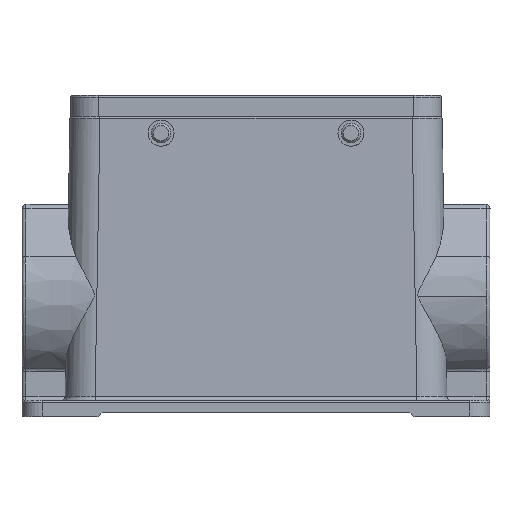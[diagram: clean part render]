
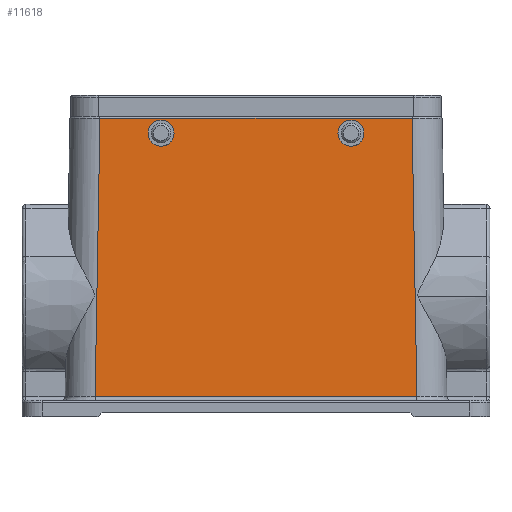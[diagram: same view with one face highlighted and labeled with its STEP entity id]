
A CAD part, top view. The second image highlights one B-rep face of the part: STEP entity #11618.
In plain terms, the highlighted planar face has unit normal (0, 0.018, 1).
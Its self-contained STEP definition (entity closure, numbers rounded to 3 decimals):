
#1250 = EDGE_LOOP ( 'NONE', ( #7818, #7821, #7822, #7820 ) ) ;
#1289 = VERTEX_POINT ( 'NONE', #5955 ) ;
#1291 = VERTEX_POINT ( 'NONE', #5957 ) ;
#1292 = VERTEX_POINT ( 'NONE', #5958 ) ;
#1345 = VERTEX_POINT ( 'NONE', #6005 ) ;
#1422 = VERTEX_POINT ( 'NONE', #6069 ) ;
#2631 = VECTOR ( 'NONE', #10229, 1000. ) ;
#2632 = VECTOR ( 'NONE', #10232, 1000. ) ;
#2635 = VECTOR ( 'NONE', #10245, 1000. ) ;
#2637 = VECTOR ( 'NONE', #4930, 1000. ) ;
#3228 = PLANE ( 'NONE',  #10831 ) ;
#3229 = CARTESIAN_POINT ( 'NONE',  ( -49.298, 51., 21.5 ) ) ;
#3230 = DIRECTION ( 'NONE',  ( 0., 0.017, 1. ) ) ;
#3231 = DIRECTION ( 'NONE',  ( 0., -1., 0.017 ) ) ;
#3246 = CARTESIAN_POINT ( 'NONE',  ( -20.5, 46.8, 21.573 ) ) ;
#3250 = CARTESIAN_POINT ( 'NONE',  ( 20.5, 46.8, 21.573 ) ) ;
#3253 = CARTESIAN_POINT ( 'NONE',  ( 27., 46.8, 21.573 ) ) ;
#4925 = CARTESIAN_POINT ( 'NONE',  ( 27., 53.3, 21.46 ) ) ;
#4926 = CARTESIAN_POINT ( 'NONE',  ( 27., 46.8, 21.573 ) ) ;
#4928 = LINE ( 'NONE', #4929, #2637 ) ;
#4929 = CARTESIAN_POINT ( 'NONE',  ( 40.223, -19.017, 22.722 ) ) ;
#4930 = DIRECTION ( 'NONE',  ( -0.017, 1., -0.017 ) ) ;
#5955 = CARTESIAN_POINT ( 'NONE',  ( 40.223, -19.017, 22.722 ) ) ;
#5957 = CARTESIAN_POINT ( 'NONE',  ( -40.223, -19.017, 22.722 ) ) ;
#5958 = CARTESIAN_POINT ( 'NONE',  ( -39.01, 50.509, 21.509 ) ) ;
#6005 = CARTESIAN_POINT ( 'NONE',  ( -27., 46.8, 21.573 ) ) ;
#6069 = CARTESIAN_POINT ( 'NONE',  ( 39.01, 50.509, 21.509 ) ) ;
#6215 = CARTESIAN_POINT ( 'NONE',  ( -20.5, 46.8, 21.573 ) ) ;
#6216 = CARTESIAN_POINT ( 'NONE',  ( -20.5, 40.3, 21.687 ) ) ;
#6217 = CARTESIAN_POINT ( 'NONE',  ( -27., 40.3, 21.687 ) ) ;
#6218 = CARTESIAN_POINT ( 'NONE',  ( -27., 46.8, 21.573 ) ) ;
#6222 = CARTESIAN_POINT ( 'NONE',  ( 27., 46.8, 21.573 ) ) ;
#6223 = CARTESIAN_POINT ( 'NONE',  ( 27., 40.3, 21.687 ) ) ;
#6224 = CARTESIAN_POINT ( 'NONE',  ( 20.5, 40.3, 21.687 ) ) ;
#6225 = CARTESIAN_POINT ( 'NONE',  ( 20.5, 46.8, 21.573 ) ) ;
#6226 = CARTESIAN_POINT ( 'NONE',  ( -27., 46.8, 21.573 ) ) ;
#6227 = CARTESIAN_POINT ( 'NONE',  ( -27., 53.3, 21.46 ) ) ;
#6228 = CARTESIAN_POINT ( 'NONE',  ( -20.5, 53.3, 21.46 ) ) ;
#6229 = CARTESIAN_POINT ( 'NONE',  ( -20.5, 46.8, 21.573 ) ) ;
#7815 = ORIENTED_EDGE ( 'NONE', *, *, #11466, .T. ) ;
#7818 = ORIENTED_EDGE ( 'NONE', *, *, #11398, .T. ) ;
#7819 = ORIENTED_EDGE ( 'NONE', *, *, #11397, .T. ) ;
#7820 = ORIENTED_EDGE ( 'NONE', *, *, #11390, .T. ) ;
#7821 = ORIENTED_EDGE ( 'NONE', *, *, #11395, .T. ) ;
#7822 = ORIENTED_EDGE ( 'NONE', *, *, #11391, .T. ) ;
#7884 = ORIENTED_EDGE ( 'NONE', *, *, #11467, .T. ) ;
#9669 = ORIENTED_EDGE ( 'NONE', *, *, #11464, .T. ) ;
#10227 = LINE ( 'NONE', #10228, #2631 ) ;
#10228 = CARTESIAN_POINT ( 'NONE',  ( -49.298, -19.017, 22.722 ) ) ;
#10229 = DIRECTION ( 'NONE',  ( 1., 0., 0. ) ) ;
#10230 = LINE ( 'NONE', #10231, #2632 ) ;
#10231 = CARTESIAN_POINT ( 'NONE',  ( -39.01, 50.509, 21.509 ) ) ;
#10232 = DIRECTION ( 'NONE',  ( -0.017, -1., 0.017 ) ) ;
#10243 = LINE ( 'NONE', #10244, #2635 ) ;
#10244 = CARTESIAN_POINT ( 'NONE',  ( -49.298, 50.509, 21.509 ) ) ;
#10245 = DIRECTION ( 'NONE',  ( -1., 0., 0. ) ) ;
#10255 = CARTESIAN_POINT ( 'NONE',  ( 20.5, 46.8, 21.573 ) ) ;
#10256 = CARTESIAN_POINT ( 'NONE',  ( 20.5, 53.3, 21.46 ) ) ;
#10262 = EDGE_LOOP ( 'NONE', ( #7815, #7819 ) ) ;
#10305 = EDGE_LOOP ( 'NONE', ( #7884, #9669 ) ) ;
#10828 = FACE_BOUND ( 'NONE', #10262, .T. ) ;
#10829 = FACE_OUTER_BOUND ( 'NONE', #1250, .T. ) ;
#10830 = FACE_BOUND ( 'NONE', #10305, .T. ) ;
#10831 = AXIS2_PLACEMENT_3D ( 'NONE', #3229, #3230, #3231 ) ;
#11140 =( BOUNDED_CURVE ( )  B_SPLINE_CURVE ( 3, ( #6226, #6227, #6228, #6229 ),
 .UNSPECIFIED., .F., .F. ) 
 B_SPLINE_CURVE_WITH_KNOTS ( ( 4, 4 ),
 ( 4.712, 7.854 ),
 .UNSPECIFIED. ) 
 CURVE ( )  GEOMETRIC_REPRESENTATION_ITEM ( )  RATIONAL_B_SPLINE_CURVE ( ( 1., 0.333, 0.333, 1. ) ) 
 REPRESENTATION_ITEM ( '' )  );
#11141 =( BOUNDED_CURVE ( )  B_SPLINE_CURVE ( 3, ( #10255, #10256, #4925, #4926 ),
 .UNSPECIFIED., .F., .F. ) 
 B_SPLINE_CURVE_WITH_KNOTS ( ( 4, 4 ),
 ( 4.712, 7.854 ),
 .UNSPECIFIED. ) 
 CURVE ( )  GEOMETRIC_REPRESENTATION_ITEM ( )  RATIONAL_B_SPLINE_CURVE ( ( 1., 0.333, 0.333, 1. ) ) 
 REPRESENTATION_ITEM ( '' )  );
#11154 =( BOUNDED_CURVE ( )  B_SPLINE_CURVE ( 3, ( #6222, #6223, #6224, #6225 ),
 .UNSPECIFIED., .F., .T. ) 
 B_SPLINE_CURVE_WITH_KNOTS ( ( 4, 4 ),
 ( 1.571, 4.712 ),
 .UNSPECIFIED. ) 
 CURVE ( )  GEOMETRIC_REPRESENTATION_ITEM ( )  RATIONAL_B_SPLINE_CURVE ( ( 1., 0.333, 0.333, 1. ) ) 
 REPRESENTATION_ITEM ( '' )  );
#11158 =( BOUNDED_CURVE ( )  B_SPLINE_CURVE ( 3, ( #6215, #6216, #6217, #6218 ),
 .UNSPECIFIED., .F., .T. ) 
 B_SPLINE_CURVE_WITH_KNOTS ( ( 4, 4 ),
 ( 1.571, 4.712 ),
 .UNSPECIFIED. ) 
 CURVE ( )  GEOMETRIC_REPRESENTATION_ITEM ( )  RATIONAL_B_SPLINE_CURVE ( ( 1., 0.333, 0.333, 1. ) ) 
 REPRESENTATION_ITEM ( '' )  );
#11390 = EDGE_CURVE ( 'NONE', #1291, #1289, #10227, .T. ) ;
#11391 = EDGE_CURVE ( 'NONE', #1292, #1291, #10230, .T. ) ;
#11395 = EDGE_CURVE ( 'NONE', #1422, #1292, #10243, .T. ) ;
#11397 = EDGE_CURVE ( 'NONE', #12349, #12355, #11141, .T. ) ;
#11398 = EDGE_CURVE ( 'NONE', #1289, #1422, #4928, .T. ) ;
#11464 = EDGE_CURVE ( 'NONE', #12343, #1345, #11158, .T. ) ;
#11466 = EDGE_CURVE ( 'NONE', #12355, #12349, #11154, .T. ) ;
#11467 = EDGE_CURVE ( 'NONE', #1345, #12343, #11140, .T. ) ;
#11618 = ADVANCED_FACE ( 'NONE', ( #10828, #10829, #10830 ), #3228, .T. ) ;
#12343 = VERTEX_POINT ( 'NONE', #3246 ) ;
#12349 = VERTEX_POINT ( 'NONE', #3250 ) ;
#12355 = VERTEX_POINT ( 'NONE', #3253 ) ;
